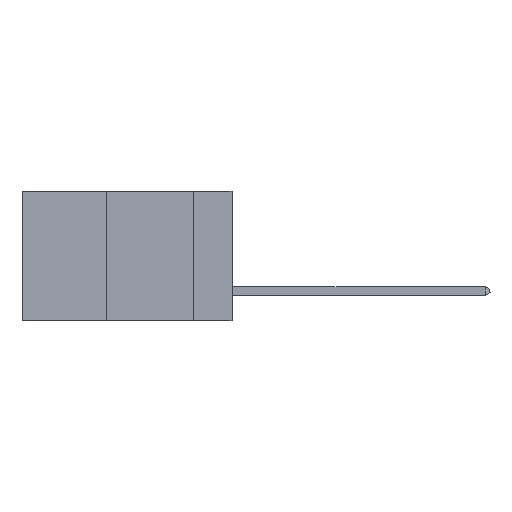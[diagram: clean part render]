
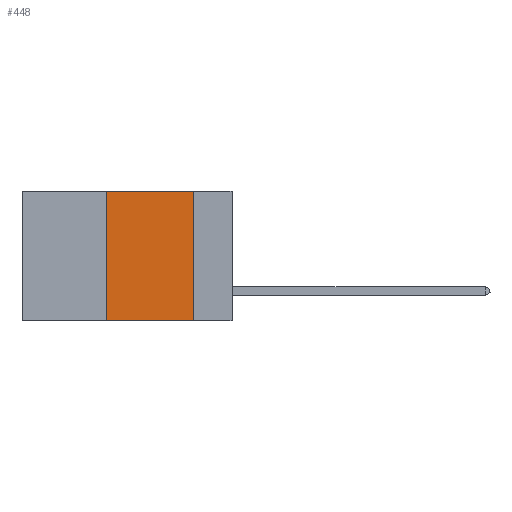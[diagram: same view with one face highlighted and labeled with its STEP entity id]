
A CAD part, left-side view. The second image highlights one B-rep face of the part: STEP entity #448.
In plain terms, the highlighted planar face has unit normal (-1, 0, 0).
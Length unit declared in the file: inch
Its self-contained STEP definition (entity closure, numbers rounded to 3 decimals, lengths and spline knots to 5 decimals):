
#51 = CARTESIAN_POINT ( 'NONE',  ( 0., 0.36, 0. ) ) ;
#59 = EDGE_CURVE ( 'NONE', #18200, #1502, #17674, .T. ) ;
#423 = VERTEX_POINT ( 'NONE', #10988 ) ;
#448 = ADVANCED_FACE ( 'NONE', ( #16092 ), #16803, .F. ) ;
#970 = DIRECTION ( 'NONE',  ( 0., 0., 1. ) ) ;
#1502 = VERTEX_POINT ( 'NONE', #12851 ) ;
#1614 = EDGE_CURVE ( 'NONE', #6961, #18200, #15783, .T. ) ;
#2613 = CARTESIAN_POINT ( 'NONE',  ( 0., 0.36, 0. ) ) ;
#4182 = EDGE_CURVE ( 'NONE', #423, #6961, #8029, .T. ) ;
#5318 = CARTESIAN_POINT ( 'NONE',  ( 0., 0.6, -0.37 ) ) ;
#5440 = DIRECTION ( 'NONE',  ( 1., 0., 0. ) ) ;
#5655 = EDGE_CURVE ( 'NONE', #423, #1502, #14204, .T. ) ;
#6961 = VERTEX_POINT ( 'NONE', #51 ) ;
#6981 = DIRECTION ( 'NONE',  ( 0., 0., -1. ) ) ;
#8029 = LINE ( 'NONE', #2613, #8672 ) ;
#8107 = AXIS2_PLACEMENT_3D ( 'NONE', #16862, #5440, #9557 ) ;
#8270 = VECTOR ( 'NONE', #6981, 39.37008 ) ;
#8672 = VECTOR ( 'NONE', #970, 39.37008 ) ;
#9328 = ORIENTED_EDGE ( 'NONE', *, *, #4182, .F. ) ;
#9522 = VECTOR ( 'NONE', #12505, 39.37008 ) ;
#9557 = DIRECTION ( 'NONE',  ( 0., 0., -1. ) ) ;
#9787 = ORIENTED_EDGE ( 'NONE', *, *, #1614, .F. ) ;
#10988 = CARTESIAN_POINT ( 'NONE',  ( 0., 0.36, -0.37 ) ) ;
#11696 = ORIENTED_EDGE ( 'NONE', *, *, #5655, .T. ) ;
#12505 = DIRECTION ( 'NONE',  ( 0., -1., 0. ) ) ;
#12851 = CARTESIAN_POINT ( 'NONE',  ( 0., 0.11, -0.37 ) ) ;
#13057 = CARTESIAN_POINT ( 'NONE',  ( 0., 0.11, 0. ) ) ;
#14204 = LINE ( 'NONE', #5318, #9522 ) ;
#14225 = ORIENTED_EDGE ( 'NONE', *, *, #59, .F. ) ;
#14575 = CARTESIAN_POINT ( 'NONE',  ( 0., 0.6, 0. ) ) ;
#14821 = DIRECTION ( 'NONE',  ( 0., -1., 0. ) ) ;
#15125 = VECTOR ( 'NONE', #14821, 39.37008 ) ;
#15783 = LINE ( 'NONE', #14575, #15125 ) ;
#16092 = FACE_OUTER_BOUND ( 'NONE', #16945, .T. ) ;
#16803 = PLANE ( 'NONE',  #8107 ) ;
#16862 = CARTESIAN_POINT ( 'NONE',  ( 0., 0.6, 0. ) ) ;
#16945 = EDGE_LOOP ( 'NONE', ( #14225, #9787, #9328, #11696 ) ) ;
#17674 = LINE ( 'NONE', #18570, #8270 ) ;
#18200 = VERTEX_POINT ( 'NONE', #13057 ) ;
#18570 = CARTESIAN_POINT ( 'NONE',  ( 0., 0.11, 0. ) ) ;
